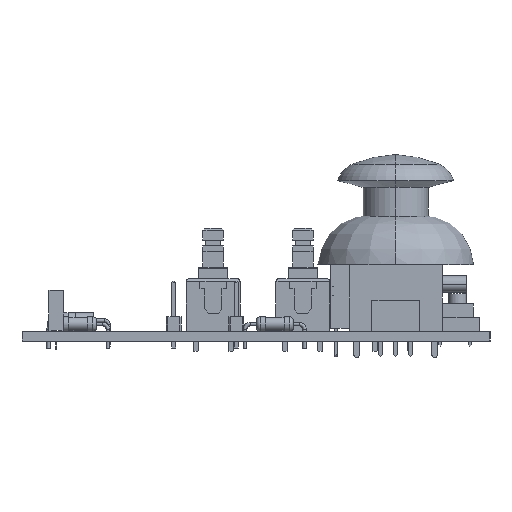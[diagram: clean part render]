
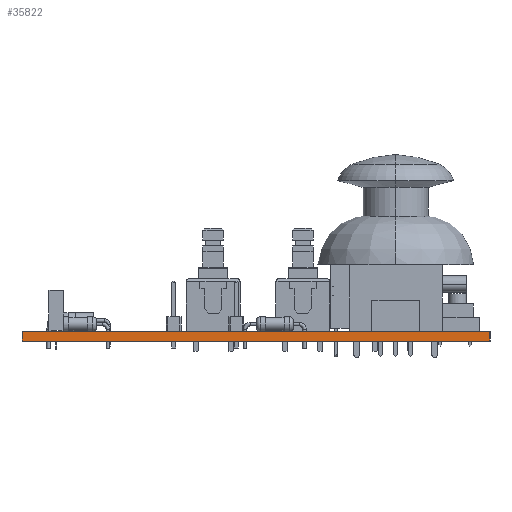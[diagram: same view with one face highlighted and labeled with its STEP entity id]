
A CAD part, left-side view. The second image highlights one B-rep face of the part: STEP entity #35822.
In plain terms, the highlighted planar face has unit normal (-1, 0, 0).
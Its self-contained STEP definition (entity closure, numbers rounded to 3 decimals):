
#35641 = PLANE('',#35642);
#35642 = AXIS2_PLACEMENT_3D('',#35643,#35644,#35645);
#35643 = CARTESIAN_POINT('',(150.,-130.,0.));
#35644 = DIRECTION('',(0.,-1.,0.));
#35645 = DIRECTION('',(-1.,0.,0.));
#35666 = VERTEX_POINT('',#35667);
#35667 = CARTESIAN_POINT('',(50.,-130.,1.6));
#35681 = PLANE('',#35682);
#35682 = AXIS2_PLACEMENT_3D('',#35683,#35684,#35685);
#35683 = CARTESIAN_POINT('',(100.,-90.,1.6));
#35684 = DIRECTION('',(-0.,-0.,-1.));
#35685 = DIRECTION('',(-1.,0.,0.));
#35693 = EDGE_CURVE('',#35694,#35666,#35696,.T.);
#35694 = VERTEX_POINT('',#35695);
#35695 = CARTESIAN_POINT('',(50.,-130.,0.));
#35696 = SURFACE_CURVE('',#35697,(#35701,#35708),.PCURVE_S1.);
#35697 = LINE('',#35698,#35699);
#35698 = CARTESIAN_POINT('',(50.,-130.,0.));
#35699 = VECTOR('',#35700,1.);
#35700 = DIRECTION('',(0.,0.,1.));
#35701 = PCURVE('',#35641,#35702);
#35702 = DEFINITIONAL_REPRESENTATION('',(#35703),#35707);
#35703 = LINE('',#35704,#35705);
#35704 = CARTESIAN_POINT('',(100.,0.));
#35705 = VECTOR('',#35706,1.);
#35706 = DIRECTION('',(0.,-1.));
#35707 = ( GEOMETRIC_REPRESENTATION_CONTEXT(2) 
PARAMETRIC_REPRESENTATION_CONTEXT() REPRESENTATION_CONTEXT('2D SPACE',''
  ) );
#35708 = PCURVE('',#35709,#35714);
#35709 = PLANE('',#35710);
#35710 = AXIS2_PLACEMENT_3D('',#35711,#35712,#35713);
#35711 = CARTESIAN_POINT('',(50.,-130.,0.));
#35712 = DIRECTION('',(-1.,0.,0.));
#35713 = DIRECTION('',(0.,1.,0.));
#35714 = DEFINITIONAL_REPRESENTATION('',(#35715),#35719);
#35715 = LINE('',#35716,#35717);
#35716 = CARTESIAN_POINT('',(0.,0.));
#35717 = VECTOR('',#35718,1.);
#35718 = DIRECTION('',(0.,-1.));
#35719 = ( GEOMETRIC_REPRESENTATION_CONTEXT(2) 
PARAMETRIC_REPRESENTATION_CONTEXT() REPRESENTATION_CONTEXT('2D SPACE',''
  ) );
#35735 = PLANE('',#35736);
#35736 = AXIS2_PLACEMENT_3D('',#35737,#35738,#35739);
#35737 = CARTESIAN_POINT('',(100.,-90.,0.));
#35738 = DIRECTION('',(-0.,-0.,-1.));
#35739 = DIRECTION('',(-1.,0.,0.));
#35768 = PLANE('',#35769);
#35769 = AXIS2_PLACEMENT_3D('',#35770,#35771,#35772);
#35770 = CARTESIAN_POINT('',(50.,-50.,0.));
#35771 = DIRECTION('',(0.,1.,0.));
#35772 = DIRECTION('',(1.,0.,0.));
#35822 = ADVANCED_FACE('',(#35823),#35709,.T.);
#35823 = FACE_BOUND('',#35824,.T.);
#35824 = EDGE_LOOP('',(#35825,#35826,#35849,#35872));
#35825 = ORIENTED_EDGE('',*,*,#35693,.T.);
#35826 = ORIENTED_EDGE('',*,*,#35827,.T.);
#35827 = EDGE_CURVE('',#35666,#35828,#35830,.T.);
#35828 = VERTEX_POINT('',#35829);
#35829 = CARTESIAN_POINT('',(50.,-50.,1.6));
#35830 = SURFACE_CURVE('',#35831,(#35835,#35842),.PCURVE_S1.);
#35831 = LINE('',#35832,#35833);
#35832 = CARTESIAN_POINT('',(50.,-130.,1.6));
#35833 = VECTOR('',#35834,1.);
#35834 = DIRECTION('',(0.,1.,0.));
#35835 = PCURVE('',#35709,#35836);
#35836 = DEFINITIONAL_REPRESENTATION('',(#35837),#35841);
#35837 = LINE('',#35838,#35839);
#35838 = CARTESIAN_POINT('',(0.,-1.6));
#35839 = VECTOR('',#35840,1.);
#35840 = DIRECTION('',(1.,0.));
#35841 = ( GEOMETRIC_REPRESENTATION_CONTEXT(2) 
PARAMETRIC_REPRESENTATION_CONTEXT() REPRESENTATION_CONTEXT('2D SPACE',''
  ) );
#35842 = PCURVE('',#35681,#35843);
#35843 = DEFINITIONAL_REPRESENTATION('',(#35844),#35848);
#35844 = LINE('',#35845,#35846);
#35845 = CARTESIAN_POINT('',(50.,-40.));
#35846 = VECTOR('',#35847,1.);
#35847 = DIRECTION('',(0.,1.));
#35848 = ( GEOMETRIC_REPRESENTATION_CONTEXT(2) 
PARAMETRIC_REPRESENTATION_CONTEXT() REPRESENTATION_CONTEXT('2D SPACE',''
  ) );
#35849 = ORIENTED_EDGE('',*,*,#35850,.F.);
#35850 = EDGE_CURVE('',#35851,#35828,#35853,.T.);
#35851 = VERTEX_POINT('',#35852);
#35852 = CARTESIAN_POINT('',(50.,-50.,0.));
#35853 = SURFACE_CURVE('',#35854,(#35858,#35865),.PCURVE_S1.);
#35854 = LINE('',#35855,#35856);
#35855 = CARTESIAN_POINT('',(50.,-50.,0.));
#35856 = VECTOR('',#35857,1.);
#35857 = DIRECTION('',(0.,0.,1.));
#35858 = PCURVE('',#35709,#35859);
#35859 = DEFINITIONAL_REPRESENTATION('',(#35860),#35864);
#35860 = LINE('',#35861,#35862);
#35861 = CARTESIAN_POINT('',(80.,0.));
#35862 = VECTOR('',#35863,1.);
#35863 = DIRECTION('',(0.,-1.));
#35864 = ( GEOMETRIC_REPRESENTATION_CONTEXT(2) 
PARAMETRIC_REPRESENTATION_CONTEXT() REPRESENTATION_CONTEXT('2D SPACE',''
  ) );
#35865 = PCURVE('',#35768,#35866);
#35866 = DEFINITIONAL_REPRESENTATION('',(#35867),#35871);
#35867 = LINE('',#35868,#35869);
#35868 = CARTESIAN_POINT('',(0.,0.));
#35869 = VECTOR('',#35870,1.);
#35870 = DIRECTION('',(0.,-1.));
#35871 = ( GEOMETRIC_REPRESENTATION_CONTEXT(2) 
PARAMETRIC_REPRESENTATION_CONTEXT() REPRESENTATION_CONTEXT('2D SPACE',''
  ) );
#35872 = ORIENTED_EDGE('',*,*,#35873,.F.);
#35873 = EDGE_CURVE('',#35694,#35851,#35874,.T.);
#35874 = SURFACE_CURVE('',#35875,(#35879,#35886),.PCURVE_S1.);
#35875 = LINE('',#35876,#35877);
#35876 = CARTESIAN_POINT('',(50.,-130.,0.));
#35877 = VECTOR('',#35878,1.);
#35878 = DIRECTION('',(0.,1.,0.));
#35879 = PCURVE('',#35709,#35880);
#35880 = DEFINITIONAL_REPRESENTATION('',(#35881),#35885);
#35881 = LINE('',#35882,#35883);
#35882 = CARTESIAN_POINT('',(0.,0.));
#35883 = VECTOR('',#35884,1.);
#35884 = DIRECTION('',(1.,0.));
#35885 = ( GEOMETRIC_REPRESENTATION_CONTEXT(2) 
PARAMETRIC_REPRESENTATION_CONTEXT() REPRESENTATION_CONTEXT('2D SPACE',''
  ) );
#35886 = PCURVE('',#35735,#35887);
#35887 = DEFINITIONAL_REPRESENTATION('',(#35888),#35892);
#35888 = LINE('',#35889,#35890);
#35889 = CARTESIAN_POINT('',(50.,-40.));
#35890 = VECTOR('',#35891,1.);
#35891 = DIRECTION('',(0.,1.));
#35892 = ( GEOMETRIC_REPRESENTATION_CONTEXT(2) 
PARAMETRIC_REPRESENTATION_CONTEXT() REPRESENTATION_CONTEXT('2D SPACE',''
  ) );
